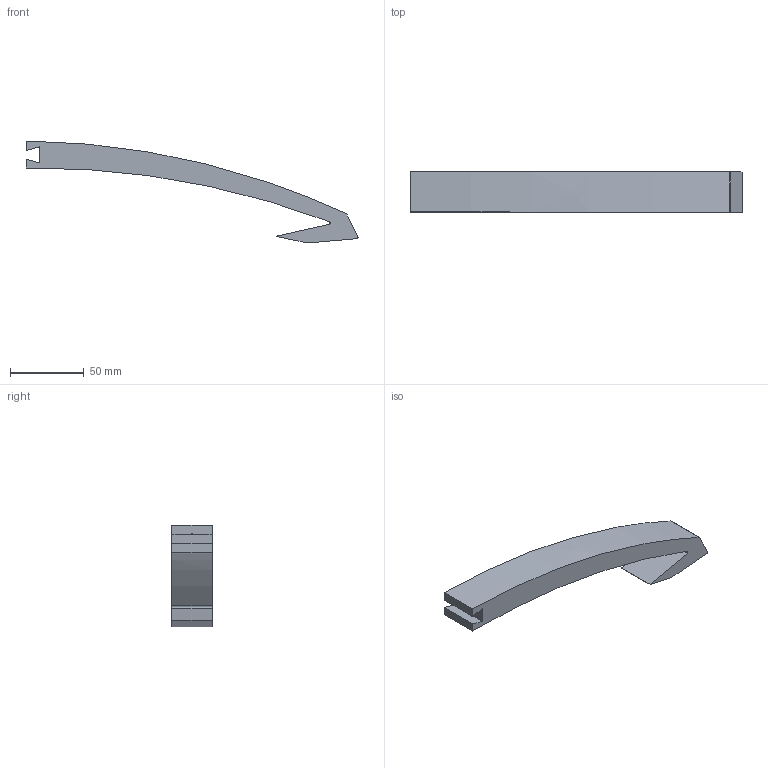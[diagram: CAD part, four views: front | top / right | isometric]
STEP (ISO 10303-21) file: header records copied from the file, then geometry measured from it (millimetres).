
FILE_DESCRIPTION(('FreeCAD Model'),'2;1');
FILE_NAME('Open CASCADE Shape Model','2024-04-30T09:00:35',(''),(''), 'Open CASCADE STEP processor 7.7','FreeCAD','Unknown');
FILE_SCHEMA(('AP242_MANAGED_MODEL_BASED_3D_ENGINEERING_MIM_LF. {1 0 10303 442 1 1 4 }'));
Length unit declared in the file: millimetre
Products named in the file (1): part-B
Bounding box: 224.44 x 27.14 x 68.9 mm (x, y, z)
Volume: 96990.5 mm3; surface area: 23109.3 mm2
Topology: 1 solids, 1 shells, 20 faces, 54 edges, 36 vertices
Faces by surface type: plane 13, extrusion 3, cylinder 2, bspline 2
Entity records: 1579 total; most frequent: CARTESIAN_POINT 523, DIRECTION 171, VECTOR 119, LINE 116, ORIENTED_EDGE 108, PCURVE 108, DEFINITIONAL_REPRESENTATION 108, EDGE_CURVE 54
